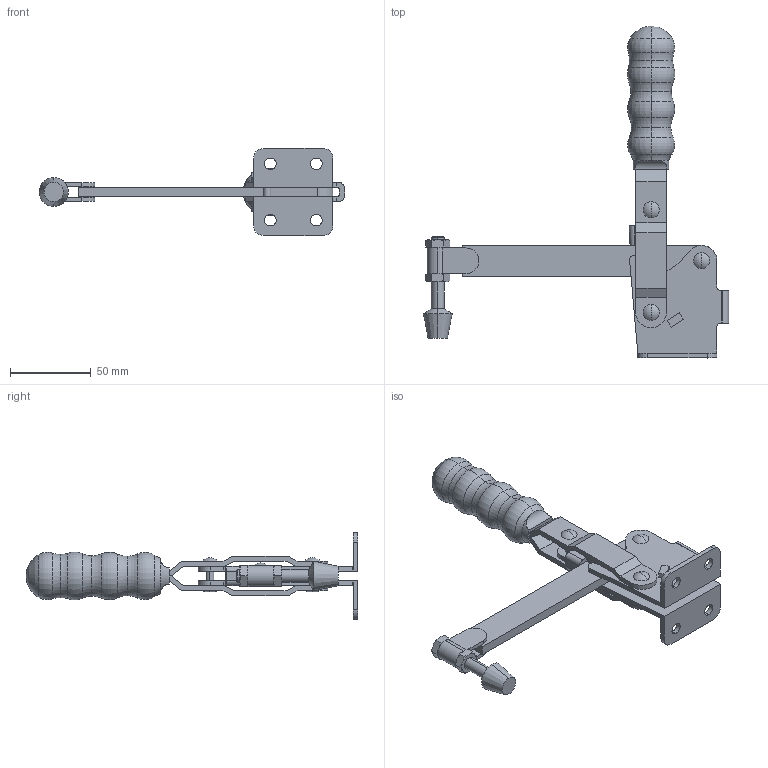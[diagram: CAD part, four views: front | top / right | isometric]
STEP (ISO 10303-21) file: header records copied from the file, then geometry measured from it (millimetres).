
FILE_DESCRIPTION (( 'STEP AP214' ), '1' );
FILE_NAME ('GH-12215(Â²¤Æ)-1.STEP', '2020-05-08T07:58:55', ( 'LinWei' ), ( '' ), 'SwSTEP 2.0', 'SolidWorks 2016', '' );
FILE_SCHEMA (( 'AUTOMOTIVE_DESIGN' ));
Length unit declared in the file: millimetre
Products named in the file (6): Group2^GH-12215(簡化)-1; Group5^GH-12215(簡化)-1; GH-12215(簡化)-1; 11221509-1^GH-12215(簡化)-1; Group4^GH-12215(簡化)-1; Group1^GH-12215(簡化)-1
Assembly tree (5 placements, depth 2):
  GH-12215(簡化)-1
    Group5^GH-12215(簡化)-1
    Group2^GH-12215(簡化)-1
    Group1^GH-12215(簡化)-1
    Group4^GH-12215(簡化)-1
    11221509-1^GH-12215(簡化)-1
Bounding box: 189.57 x 206 x 54 mm (x, y, z)
Volume: 117789 mm3; surface area: 53126.8 mm2
Topology: 5 solids, 5 shells, 296 faces, 755 edges, 479 vertices
Faces by surface type: plane 131, cylinder 95, torus 32, cone 30, sphere 8
Entity records: 10490 total; most frequent: CARTESIAN_POINT 1920, DIRECTION 1619, ORIENTED_EDGE 1506, EDGE_CURVE 753, AXIS2_PLACEMENT_3D 618, VERTEX_POINT 479, VECTOR 383, LINE 383
